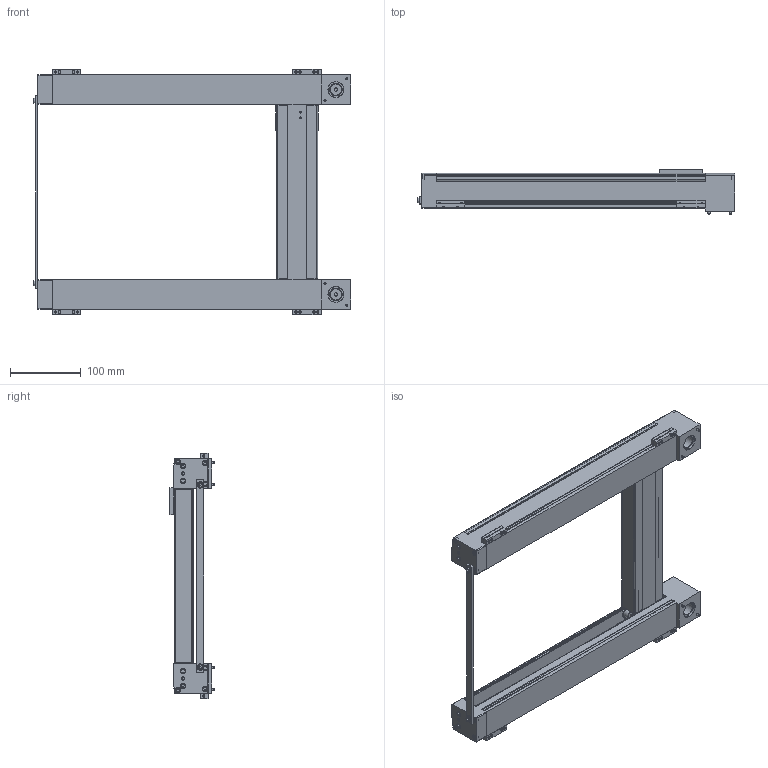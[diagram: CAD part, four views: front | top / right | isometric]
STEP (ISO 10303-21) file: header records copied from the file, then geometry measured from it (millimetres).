
FILE_DESCRIPTION( ( 'STEP AP203' ), '1' );
FILE_NAME( '2226101_EXCM-30-310-210-KF-W-B-ES_2_03.stp', ' ', ( ' ' ), ( ' ' ), 'PSStep 15.0.47', 'PARTsolutions', ' ' );
FILE_SCHEMA( ( 'CONFIG_CONTROL_DESIGN' ) );
Length unit declared in the file: millimetre
Products named in the file (9): 2226101 EXCM-30-310-210-KF-WB---(0_0); HI_2137417 EXCM-30-310-210-1_achse; HI_2141538 EXCM-30-210; HI_2059096 EXCM-30_schl; HI_DIN-913 - M4x20; _2104433 EXCM-30_abdeck---(443); _722626 MUE-50P2; _722623 MUE-50P1; _DIN-912 - M3x7(F)
Assembly tree (23 placements, depth 2):
  2226101 EXCM-30-310-210-KF-WB---(0_0)
    HI_2137417 EXCM-30-310-210-1_achse
    HI_2141538 EXCM-30-210
    HI_2059096 EXCM-30_schl
    HI_DIN-913 - M4x20  x2
    _2104433 EXCM-30_abdeck---(443)  x2
    _722626 MUE-50P2  x4
    _722623 MUE-50P1  x4
    _DIN-912 - M3x7(F)  x8
Bounding box: 449.6 x 62.35 x 348 mm (x, y, z)
Volume: 1048376.2 mm3; surface area: 495047.6 mm2
Topology: 23 solids, 23 shells, 1646 faces, 3960 edges, 2527 vertices
Faces by surface type: plane 1045, cylinder 414, cone 152, torus 31, sphere 4
Full cylindrical faces by diameter (mm): 2 x4, 2.013 x4, 2.459 x10, 3 x20, 3.242 x4, 3.4 x16, 4 x4, 4.134 x2, 5 x12, 5.5 x20, 6 x16, 6.5 x12, 7 x19, 7.3 x16, 8 x2, 9 x2, 11.58 x8, 12.6 x4, 14.4 x8, 16 x2, 18 x2, 22 x2
Entity records: 36106 total; most frequent: CARTESIAN_POINT 6344, DIRECTION 6104, ORIENTED_EDGE 5686, EDGE_CURVE 2843, LINE 2088, VECTOR 2088, AXIS2_PLACEMENT_3D 2008, VERTEX_POINT 1988
